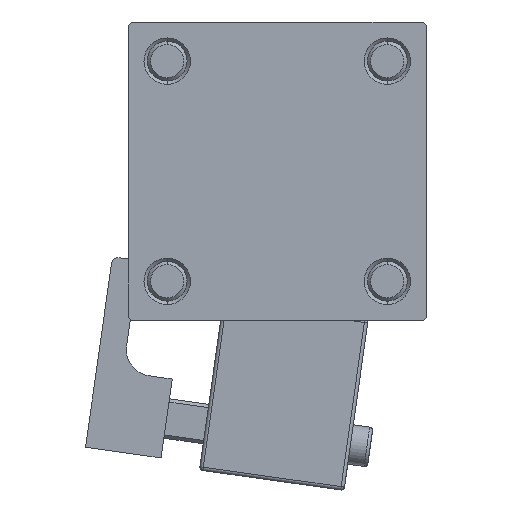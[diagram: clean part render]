
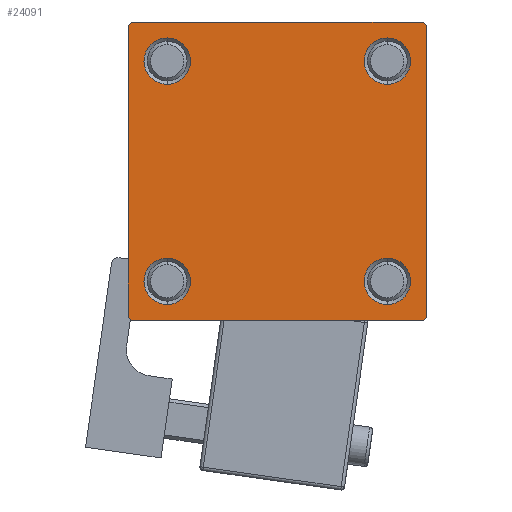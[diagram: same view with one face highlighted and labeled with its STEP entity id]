
A CAD part, left-side view. The second image highlights one B-rep face of the part: STEP entity #24091.
In plain terms, the highlighted planar face has unit normal (-1, 0, 0).
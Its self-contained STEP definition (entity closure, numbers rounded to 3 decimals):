
#693 = DIRECTION ( 'NONE',  ( 0., -0.707, 0.707 ) ) ;
#1920 = CARTESIAN_POINT ( 'NONE',  ( 0., -22., -22.5 ) ) ;
#2091 = ORIENTED_EDGE ( 'NONE', *, *, #21711, .F. ) ;
#2337 = EDGE_CURVE ( 'NONE', #24095, #20174, #10782, .T. ) ;
#2655 = DIRECTION ( 'NONE',  ( 1., 0., 0. ) ) ;
#4069 = ORIENTED_EDGE ( 'NONE', *, *, #45492, .F. ) ;
#4115 = FACE_BOUND ( 'NONE', #4995, .T. ) ;
#4309 = EDGE_CURVE ( 'NONE', #17887, #21771, #19545, .T. ) ;
#4378 = CARTESIAN_POINT ( 'NONE',  ( 0., 0., 0. ) ) ;
#4723 = CARTESIAN_POINT ( 'NONE',  ( 0., -16.6, -20.1 ) ) ;
#4995 = EDGE_LOOP ( 'NONE', ( #22552, #23758 ) ) ;
#5467 = CARTESIAN_POINT ( 'NONE',  ( 0., 16.6, 16.6 ) ) ;
#5639 = CARTESIAN_POINT ( 'NONE',  ( 0., 22., 22.5 ) ) ;
#6841 = DIRECTION ( 'NONE',  ( 0., 0., -1. ) ) ;
#8097 = DIRECTION ( 'NONE',  ( 0., 0., -1. ) ) ;
#8101 = EDGE_CURVE ( 'NONE', #20196, #12963, #48128, .T. ) ;
#8441 = LINE ( 'NONE', #12653, #39065 ) ;
#8714 = VECTOR ( 'NONE', #8097, 1000. ) ;
#10212 = AXIS2_PLACEMENT_3D ( 'NONE', #43210, #10298, #30835 ) ;
#10224 = VECTOR ( 'NONE', #6841, 1000. ) ;
#10240 = VERTEX_POINT ( 'NONE', #28616 ) ;
#10298 = DIRECTION ( 'NONE',  ( 1., 0., 0. ) ) ;
#10557 = VECTOR ( 'NONE', #693, 1000. ) ;
#10782 = LINE ( 'NONE', #42919, #10224 ) ;
#10788 = CARTESIAN_POINT ( 'NONE',  ( 0., 16.6, -16.6 ) ) ;
#11250 = EDGE_CURVE ( 'NONE', #21771, #17887, #37348, .T. ) ;
#11389 = LINE ( 'NONE', #31404, #36703 ) ;
#11471 = CARTESIAN_POINT ( 'NONE',  ( 0., 16.6, 20.1 ) ) ;
#11745 = FACE_BOUND ( 'NONE', #36092, .T. ) ;
#12334 = LINE ( 'NONE', #23921, #51922 ) ;
#12653 = CARTESIAN_POINT ( 'NONE',  ( 0., 22.5, -22.5 ) ) ;
#12963 = VERTEX_POINT ( 'NONE', #17599 ) ;
#13092 = CARTESIAN_POINT ( 'NONE',  ( 0., -22.5, 22.5 ) ) ;
#13171 = DIRECTION ( 'NONE',  ( 0., -1., 0. ) ) ;
#13738 = DIRECTION ( 'NONE',  ( 0., 0., 1. ) ) ;
#14186 = CARTESIAN_POINT ( 'NONE',  ( 0., 16.6, -16.6 ) ) ;
#14367 = DIRECTION ( 'NONE',  ( 0., -0.707, -0.707 ) ) ;
#14442 = VERTEX_POINT ( 'NONE', #39751 ) ;
#14515 = VERTEX_POINT ( 'NONE', #4723 ) ;
#14702 = DIRECTION ( 'NONE',  ( 0., 0., 1. ) ) ;
#14837 = VECTOR ( 'NONE', #13171, 1000. ) ;
#14884 = EDGE_CURVE ( 'NONE', #34352, #23719, #27578, .T. ) ;
#15424 = CARTESIAN_POINT ( 'NONE',  ( 0., 22.5, -22. ) ) ;
#15707 = DIRECTION ( 'NONE',  ( 0., 0., 1. ) ) ;
#16068 = ORIENTED_EDGE ( 'NONE', *, *, #11250, .T. ) ;
#16889 = CARTESIAN_POINT ( 'NONE',  ( 0., -16.6, -16.6 ) ) ;
#17242 = EDGE_CURVE ( 'NONE', #20174, #14442, #11389, .T. ) ;
#17597 = CIRCLE ( 'NONE', #30303, 3.5 ) ;
#17599 = CARTESIAN_POINT ( 'NONE',  ( 0., 16.6, 13.1 ) ) ;
#17887 = VERTEX_POINT ( 'NONE', #50539 ) ;
#18077 = VERTEX_POINT ( 'NONE', #30438 ) ;
#18686 = EDGE_CURVE ( 'NONE', #10240, #37824, #51884, .T. ) ;
#18996 = ORIENTED_EDGE ( 'NONE', *, *, #14884, .T. ) ;
#19233 = EDGE_CURVE ( 'NONE', #51828, #24095, #47633, .T. ) ;
#19545 = CIRCLE ( 'NONE', #38886, 3.5 ) ;
#20174 = VERTEX_POINT ( 'NONE', #15424 ) ;
#20190 = CARTESIAN_POINT ( 'NONE',  ( 0., -22.25, -22.25 ) ) ;
#20196 = VERTEX_POINT ( 'NONE', #11471 ) ;
#20586 = DIRECTION ( 'NONE',  ( 1., 0., 0. ) ) ;
#21071 = LINE ( 'NONE', #33718, #14837 ) ;
#21451 = ORIENTED_EDGE ( 'NONE', *, *, #18686, .T. ) ;
#21711 = EDGE_CURVE ( 'NONE', #51828, #41829, #21071, .T. ) ;
#21771 = VERTEX_POINT ( 'NONE', #22882 ) ;
#22028 = CIRCLE ( 'NONE', #10212, 3.5 ) ;
#22552 = ORIENTED_EDGE ( 'NONE', *, *, #35864, .T. ) ;
#22882 = CARTESIAN_POINT ( 'NONE',  ( 0., 16.6, -13.1 ) ) ;
#22947 = EDGE_CURVE ( 'NONE', #18077, #41829, #12334, .T. ) ;
#23607 = DIRECTION ( 'NONE',  ( -1., 0., 0. ) ) ;
#23681 = CARTESIAN_POINT ( 'NONE',  ( 0., 16.6, 16.6 ) ) ;
#23719 = VERTEX_POINT ( 'NONE', #43433 ) ;
#23758 = ORIENTED_EDGE ( 'NONE', *, *, #41467, .T. ) ;
#23921 = CARTESIAN_POINT ( 'NONE',  ( 0., -22.25, 22.25 ) ) ;
#24091 = ADVANCED_FACE ( 'NONE', ( #31519, #4115, #32565, #11745, #52063 ), #47606, .T. ) ;
#24095 = VERTEX_POINT ( 'NONE', #48648 ) ;
#24458 = ORIENTED_EDGE ( 'NONE', *, *, #22947, .T. ) ;
#25422 = AXIS2_PLACEMENT_3D ( 'NONE', #23681, #31591, #52139 ) ;
#26071 = ORIENTED_EDGE ( 'NONE', *, *, #45275, .T. ) ;
#26112 = CARTESIAN_POINT ( 'NONE',  ( 0., -16.6, 16.6 ) ) ;
#26416 = EDGE_LOOP ( 'NONE', ( #43882, #28627, #27245, #18996, #4069, #24458, #2091, #40825 ) ) ;
#26823 = DIRECTION ( 'NONE',  ( 0., 0.707, -0.707 ) ) ;
#26856 = DIRECTION ( 'NONE',  ( 1., 0., 0. ) ) ;
#27245 = ORIENTED_EDGE ( 'NONE', *, *, #47403, .T. ) ;
#27578 = LINE ( 'NONE', #20190, #10557 ) ;
#28463 = DIRECTION ( 'NONE',  ( 0., -1., 0. ) ) ;
#28616 = CARTESIAN_POINT ( 'NONE',  ( 0., -16.6, 13.1 ) ) ;
#28627 = ORIENTED_EDGE ( 'NONE', *, *, #17242, .T. ) ;
#28817 = CARTESIAN_POINT ( 'NONE',  ( 0., -16.6, 20.1 ) ) ;
#29282 = AXIS2_PLACEMENT_3D ( 'NONE', #4378, #23607, #15707 ) ;
#30303 = AXIS2_PLACEMENT_3D ( 'NONE', #16889, #20586, #51948 ) ;
#30438 = CARTESIAN_POINT ( 'NONE',  ( 0., -22.5, 22. ) ) ;
#30835 = DIRECTION ( 'NONE',  ( 0., 0., 1. ) ) ;
#31404 = CARTESIAN_POINT ( 'NONE',  ( 0., 22.25, -22.25 ) ) ;
#31519 = FACE_BOUND ( 'NONE', #51181, .T. ) ;
#31591 = DIRECTION ( 'NONE',  ( 1., 0., 0. ) ) ;
#31756 = EDGE_CURVE ( 'NONE', #12963, #20196, #41130, .T. ) ;
#31874 = AXIS2_PLACEMENT_3D ( 'NONE', #5467, #45768, #45239 ) ;
#32565 = FACE_BOUND ( 'NONE', #33038, .T. ) ;
#33038 = EDGE_LOOP ( 'NONE', ( #16068, #42111 ) ) ;
#33181 = DIRECTION ( 'NONE',  ( 1., 0., 0. ) ) ;
#33718 = CARTESIAN_POINT ( 'NONE',  ( 0., 22.5, 22.5 ) ) ;
#34352 = VERTEX_POINT ( 'NONE', #1920 ) ;
#35864 = EDGE_CURVE ( 'NONE', #43733, #14515, #17597, .T. ) ;
#36092 = EDGE_LOOP ( 'NONE', ( #42959, #48919 ) ) ;
#36703 = VECTOR ( 'NONE', #14367, 1000. ) ;
#37328 = CARTESIAN_POINT ( 'NONE',  ( 0., -22., 22.5 ) ) ;
#37348 = CIRCLE ( 'NONE', #45734, 3.5 ) ;
#37824 = VERTEX_POINT ( 'NONE', #28817 ) ;
#38886 = AXIS2_PLACEMENT_3D ( 'NONE', #10788, #26856, #51614 ) ;
#39065 = VECTOR ( 'NONE', #28463, 1000. ) ;
#39751 = CARTESIAN_POINT ( 'NONE',  ( 0., 22., -22.5 ) ) ;
#40825 = ORIENTED_EDGE ( 'NONE', *, *, #19233, .T. ) ;
#41130 = CIRCLE ( 'NONE', #31874, 3.5 ) ;
#41467 = EDGE_CURVE ( 'NONE', #14515, #43733, #22028, .T. ) ;
#41829 = VERTEX_POINT ( 'NONE', #37328 ) ;
#42111 = ORIENTED_EDGE ( 'NONE', *, *, #4309, .T. ) ;
#42669 = VECTOR ( 'NONE', #26823, 1000. ) ;
#42919 = CARTESIAN_POINT ( 'NONE',  ( 0., 22.5, 22.5 ) ) ;
#42959 = ORIENTED_EDGE ( 'NONE', *, *, #8101, .T. ) ;
#43210 = CARTESIAN_POINT ( 'NONE',  ( 0., -16.6, -16.6 ) ) ;
#43403 = CARTESIAN_POINT ( 'NONE',  ( 0., 22.25, 22.25 ) ) ;
#43433 = CARTESIAN_POINT ( 'NONE',  ( 0., -22.5, -22. ) ) ;
#43733 = VERTEX_POINT ( 'NONE', #47394 ) ;
#43882 = ORIENTED_EDGE ( 'NONE', *, *, #2337, .T. ) ;
#44179 = LINE ( 'NONE', #13092, #8714 ) ;
#44315 = AXIS2_PLACEMENT_3D ( 'NONE', #26112, #2655, #13738 ) ;
#44468 = DIRECTION ( 'NONE',  ( 0., 0.707, 0.707 ) ) ;
#45239 = DIRECTION ( 'NONE',  ( 0., 0., 1. ) ) ;
#45275 = EDGE_CURVE ( 'NONE', #37824, #10240, #50764, .T. ) ;
#45299 = CARTESIAN_POINT ( 'NONE',  ( 0., -16.6, 16.6 ) ) ;
#45492 = EDGE_CURVE ( 'NONE', #18077, #23719, #44179, .T. ) ;
#45734 = AXIS2_PLACEMENT_3D ( 'NONE', #14186, #51062, #14702 ) ;
#45768 = DIRECTION ( 'NONE',  ( 1., 0., 0. ) ) ;
#46589 = AXIS2_PLACEMENT_3D ( 'NONE', #45299, #33181, #49262 ) ;
#47394 = CARTESIAN_POINT ( 'NONE',  ( 0., -16.6, -13.1 ) ) ;
#47403 = EDGE_CURVE ( 'NONE', #14442, #34352, #8441, .T. ) ;
#47606 = PLANE ( 'NONE',  #29282 ) ;
#47633 = LINE ( 'NONE', #43403, #42669 ) ;
#48128 = CIRCLE ( 'NONE', #25422, 3.5 ) ;
#48648 = CARTESIAN_POINT ( 'NONE',  ( 0., 22.5, 22. ) ) ;
#48919 = ORIENTED_EDGE ( 'NONE', *, *, #31756, .T. ) ;
#49262 = DIRECTION ( 'NONE',  ( 0., 0., 1. ) ) ;
#50539 = CARTESIAN_POINT ( 'NONE',  ( 0., 16.6, -20.1 ) ) ;
#50764 = CIRCLE ( 'NONE', #46589, 3.5 ) ;
#51062 = DIRECTION ( 'NONE',  ( 1., 0., 0. ) ) ;
#51181 = EDGE_LOOP ( 'NONE', ( #26071, #21451 ) ) ;
#51614 = DIRECTION ( 'NONE',  ( 0., 0., 1. ) ) ;
#51828 = VERTEX_POINT ( 'NONE', #5639 ) ;
#51884 = CIRCLE ( 'NONE', #44315, 3.5 ) ;
#51922 = VECTOR ( 'NONE', #44468, 1000. ) ;
#51948 = DIRECTION ( 'NONE',  ( 0., 0., 1. ) ) ;
#52063 = FACE_OUTER_BOUND ( 'NONE', #26416, .T. ) ;
#52139 = DIRECTION ( 'NONE',  ( 0., 0., 1. ) ) ;
